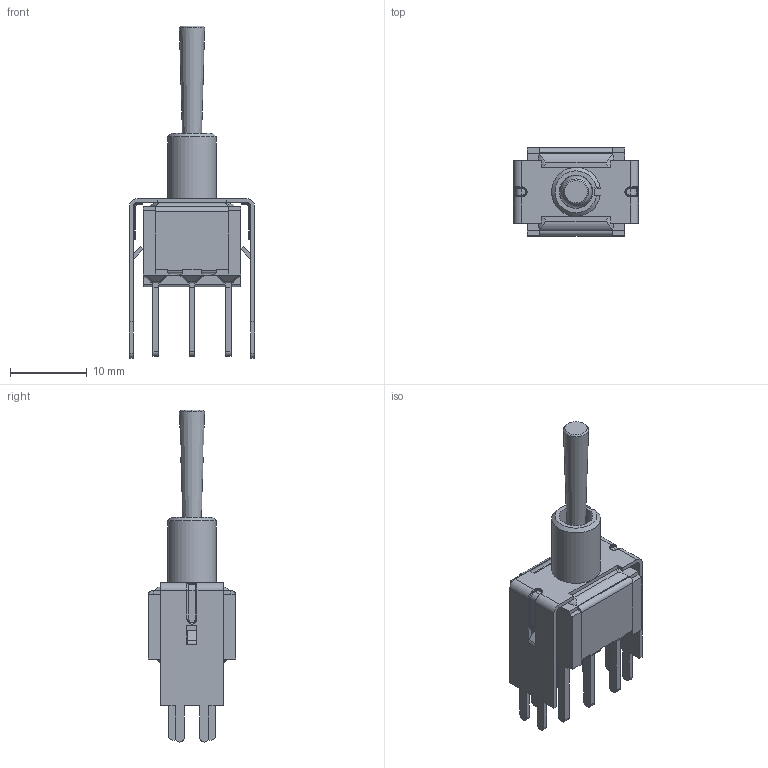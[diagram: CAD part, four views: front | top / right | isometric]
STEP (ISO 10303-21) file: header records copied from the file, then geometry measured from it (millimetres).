
FILE_DESCRIPTION(/* description */ (''),/* implementation_level */ '2;1');
FILE_NAME(/* name */ '100DPxT3B2VS3xE.stp',/* time_stamp */ '2026-01-16T18:23:18-06:00',/* author */ ('jmeyers'),/* organization */ (''),/* preprocessor_version */ 'ST-DEVELOPER v18.1',/* originating_system */ 'Autodesk Inventor 2022',/* authorisation */ '');
FILE_SCHEMA (('AUTOMOTIVE_DESIGN { 1 0 10303 214 3 1 1 }'));
Length unit declared in the file: inch
Products named in the file (1): Part149
Bounding box: 16.26 x 11.43 x 43.16 mm (x, y, z)
Volume: 1268.3 mm3; surface area: 2911.3 mm2
Topology: 2 solids, 4 shells, 545 faces, 1412 edges, 866 vertices
Faces by surface type: plane 346, cylinder 137, torus 34, sphere 25, cone 3
Full cylindrical faces by diameter (mm): 4.35 x1
Entity records: 16263 total; most frequent: CARTESIAN_POINT 2831, DIRECTION 2817, ORIENTED_EDGE 2774, EDGE_CURVE 1387, LINE 1037, VECTOR 1037, AXIS2_PLACEMENT_3D 890, VERTEX_POINT 866
